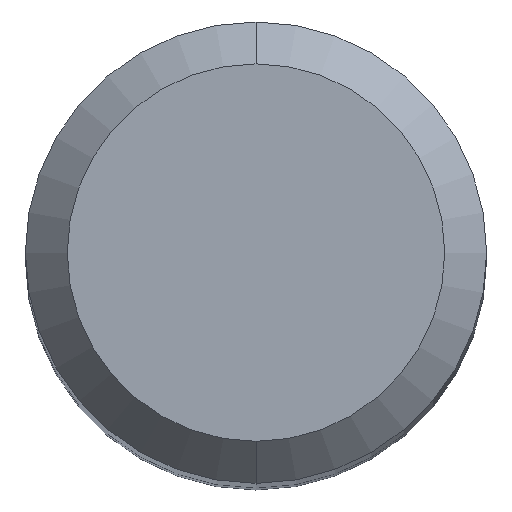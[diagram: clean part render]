
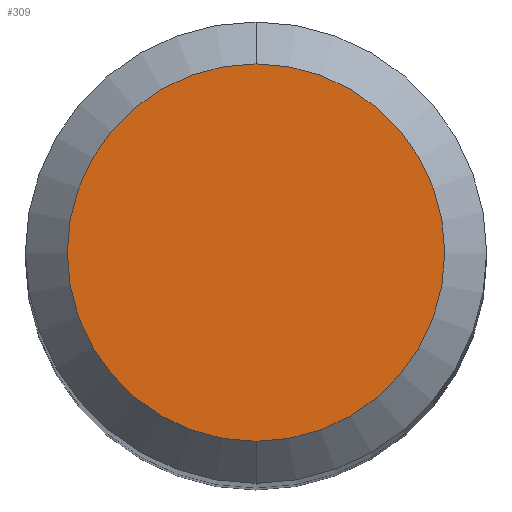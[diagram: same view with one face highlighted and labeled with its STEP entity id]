
A CAD part, top view. The second image highlights one B-rep face of the part: STEP entity #309.
In plain terms, the highlighted planar face has unit normal (0, 0, 1).
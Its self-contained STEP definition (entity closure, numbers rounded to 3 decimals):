
#38 = AXIS2_PLACEMENT_3D ( 'NONE', #70, #154, #43 ) ;
#42 = CIRCLE ( 'NONE', #38, 4.5 ) ;
#43 = DIRECTION ( 'NONE',  ( 0., 1., 0. ) ) ;
#55 = AXIS2_PLACEMENT_3D ( 'NONE', #220, #221, #146 ) ;
#57 = ORIENTED_EDGE ( 'NONE', *, *, #157, .F. ) ;
#70 = CARTESIAN_POINT ( 'NONE',  ( 0., 0., 95. ) ) ;
#98 = DIRECTION ( 'NONE',  ( 0., 0., -1. ) ) ;
#102 = DIRECTION ( 'NONE',  ( 0., 1., 0. ) ) ;
#103 = FACE_OUTER_BOUND ( 'NONE', #187, .T. ) ;
#136 = VERTEX_POINT ( 'NONE', #245 ) ;
#146 = DIRECTION ( 'NONE',  ( 0., 1., 0. ) ) ;
#154 = DIRECTION ( 'NONE',  ( 0., 0., -1. ) ) ;
#157 = EDGE_CURVE ( 'NONE', #162, #136, #337, .T. ) ;
#162 = VERTEX_POINT ( 'NONE', #243 ) ;
#173 = PLANE ( 'NONE',  #186 ) ;
#181 = ORIENTED_EDGE ( 'NONE', *, *, #261, .F. ) ;
#186 = AXIS2_PLACEMENT_3D ( 'NONE', #332, #98, #102 ) ;
#187 = EDGE_LOOP ( 'NONE', ( #181, #57 ) ) ;
#220 = CARTESIAN_POINT ( 'NONE',  ( 0., 0., 95. ) ) ;
#221 = DIRECTION ( 'NONE',  ( 0., 0., -1. ) ) ;
#243 = CARTESIAN_POINT ( 'NONE',  ( 0., -4.5, 95. ) ) ;
#245 = CARTESIAN_POINT ( 'NONE',  ( 0., 4.5, 95. ) ) ;
#261 = EDGE_CURVE ( 'NONE', #136, #162, #42, .T. ) ;
#309 = ADVANCED_FACE ( 'NONE', ( #103 ), #173, .F. ) ;
#332 = CARTESIAN_POINT ( 'NONE',  ( 0., 0., 95. ) ) ;
#337 = CIRCLE ( 'NONE', #55, 4.5 ) ;
